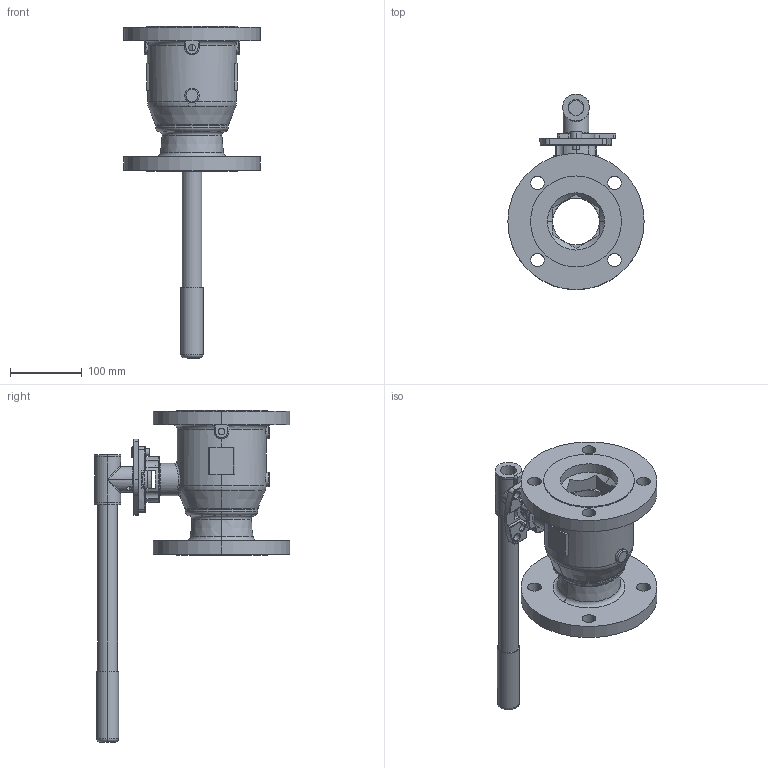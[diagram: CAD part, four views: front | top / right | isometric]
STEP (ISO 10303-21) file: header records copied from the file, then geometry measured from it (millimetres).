
FILE_DESCRIPTION (( 'STEP AP214' ), '1' );
FILE_NAME ('F91-F1-0300-XXX.step', '2019-09-20T11:02:44', ( '' ), ( '' ), 'SwSTEP 2.0', 'SolidWorks 2019', '' );
FILE_SCHEMA (( 'AUTOMOTIVE_DESIGN' ));
Length unit declared in the file: inch
Products named in the file (2): F91-F1-0300-XXX
Bounding box: 190.5 x 273.18 x 463.87 mm (x, y, z)
Surface area: 330132 mm2 (no closed solid volume)
Topology: 0 solids, 9 shells, 341 faces, 912 edges, 567 vertices
Faces by surface type: cylinder 147, plane 96, torus 73, bspline 13, cone 12
Entity records: 17502 total; most frequent: CARTESIAN_POINT 4434, DIRECTION 1903, ORIENTED_EDGE 1729, EDGE_CURVE 906, AXIS2_PLACEMENT_3D 778, VERTEX_POINT 567, CIRCLE 448, EDGE_LOOP 396
